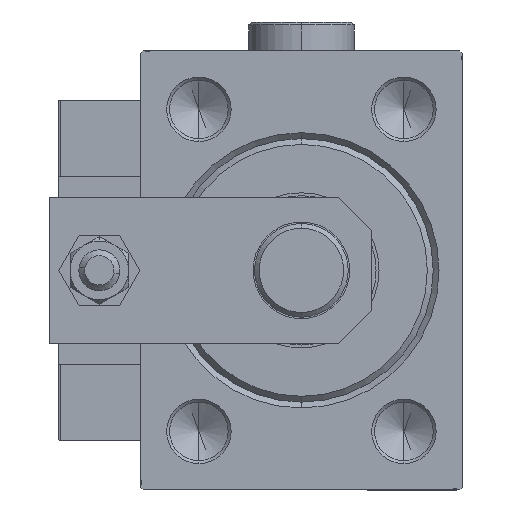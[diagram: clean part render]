
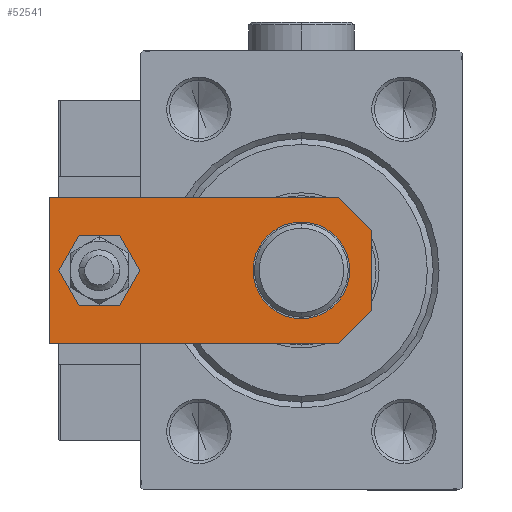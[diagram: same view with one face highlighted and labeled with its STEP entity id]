
A CAD part, left-side view. The second image highlights one B-rep face of the part: STEP entity #52541.
In plain terms, the highlighted face is planar.
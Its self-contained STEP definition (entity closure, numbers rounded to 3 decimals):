
#1007 = CARTESIAN_POINT ( 'NONE',  ( -12.5, 5.66, 6. ) ) ;
#4237 = ORIENTED_EDGE ( 'NONE', *, *, #21949, .F. ) ;
#4746 = CARTESIAN_POINT ( 'NONE',  ( 12.5, 55., 6. ) ) ;
#5339 = CARTESIAN_POINT ( 'NONE',  ( -12.5, 55., 6. ) ) ;
#5548 = LINE ( 'NONE', #4746, #22265 ) ;
#6137 = CARTESIAN_POINT ( 'NONE',  ( 0., 12., 6. ) ) ;
#7847 = EDGE_LOOP ( 'NONE', ( #4237, #30369 ) ) ;
#8067 = CARTESIAN_POINT ( 'NONE',  ( 0., 12., 6. ) ) ;
#8882 = CARTESIAN_POINT ( 'NONE',  ( 0., 0., 6. ) ) ;
#9322 = DIRECTION ( 'NONE',  ( 0., 0., 1. ) ) ;
#10074 = CIRCLE ( 'NONE', #29898, 4. ) ;
#10132 = EDGE_LOOP ( 'NONE', ( #13280, #18497, #37399, #31513, #51781, #50441 ) ) ;
#10672 = CARTESIAN_POINT ( 'NONE',  ( 12.5, 55., 6. ) ) ;
#10678 = CARTESIAN_POINT ( 'NONE',  ( 6.84, 0., 6. ) ) ;
#11147 = VECTOR ( 'NONE', #21790, 1000. ) ;
#11579 = DIRECTION ( 'NONE',  ( 0.707, 0.707, 0. ) ) ;
#11811 = VERTEX_POINT ( 'NONE', #16912 ) ;
#12926 = FACE_OUTER_BOUND ( 'NONE', #10132, .T. ) ;
#13280 = ORIENTED_EDGE ( 'NONE', *, *, #44764, .T. ) ;
#13289 = CARTESIAN_POINT ( 'NONE',  ( 0., 46.5, 6. ) ) ;
#13379 = DIRECTION ( 'NONE',  ( 1., 0., 0. ) ) ;
#13727 = VECTOR ( 'NONE', #41239, 1000. ) ;
#14713 = VERTEX_POINT ( 'NONE', #38278 ) ;
#16912 = CARTESIAN_POINT ( 'NONE',  ( -6.84, 0., 6. ) ) ;
#18175 = EDGE_CURVE ( 'NONE', #23866, #35691, #36713, .T. ) ;
#18235 = ORIENTED_EDGE ( 'NONE', *, *, #18175, .F. ) ;
#18266 = DIRECTION ( 'NONE',  ( 1., 0., 0. ) ) ;
#18497 = ORIENTED_EDGE ( 'NONE', *, *, #42069, .T. ) ;
#18910 = DIRECTION ( 'NONE',  ( 1., 0., 0. ) ) ;
#19757 = EDGE_CURVE ( 'NONE', #35691, #23866, #10074, .T. ) ;
#21265 = FACE_BOUND ( 'NONE', #7847, .T. ) ;
#21625 = DIRECTION ( 'NONE',  ( 0., 0., 1. ) ) ;
#21786 = DIRECTION ( 'NONE',  ( 0., -1., 0. ) ) ;
#21790 = DIRECTION ( 'NONE',  ( 0., 1., 0. ) ) ;
#21949 = EDGE_CURVE ( 'NONE', #14713, #28988, #29968, .T. ) ;
#22265 = VECTOR ( 'NONE', #34135, 1000. ) ;
#22624 = AXIS2_PLACEMENT_3D ( 'NONE', #8882, #25338, #41748 ) ;
#23306 = EDGE_CURVE ( 'NONE', #27680, #48036, #5548, .T. ) ;
#23866 = VERTEX_POINT ( 'NONE', #36123 ) ;
#25338 = DIRECTION ( 'NONE',  ( 0., 0., 1. ) ) ;
#25585 = CARTESIAN_POINT ( 'NONE',  ( 12.5, 5.66, 6. ) ) ;
#25781 = VECTOR ( 'NONE', #11579, 1000. ) ;
#25840 = CARTESIAN_POINT ( 'NONE',  ( 12.5, 0., 6. ) ) ;
#26041 = AXIS2_PLACEMENT_3D ( 'NONE', #6137, #43329, #18266 ) ;
#26226 = DIRECTION ( 'NONE',  ( 1., 0., 0. ) ) ;
#26914 = LINE ( 'NONE', #25840, #11147 ) ;
#27583 = ORIENTED_EDGE ( 'NONE', *, *, #19757, .F. ) ;
#27680 = VERTEX_POINT ( 'NONE', #10672 ) ;
#28109 = EDGE_CURVE ( 'NONE', #51561, #27680, #26914, .T. ) ;
#28988 = VERTEX_POINT ( 'NONE', #33439 ) ;
#29266 = VERTEX_POINT ( 'NONE', #1007 ) ;
#29475 = CIRCLE ( 'NONE', #26041, 8.25 ) ;
#29898 = AXIS2_PLACEMENT_3D ( 'NONE', #13289, #21625, #26226 ) ;
#29968 = CIRCLE ( 'NONE', #46295, 8.25 ) ;
#30369 = ORIENTED_EDGE ( 'NONE', *, *, #34133, .F. ) ;
#31513 = ORIENTED_EDGE ( 'NONE', *, *, #42379, .T. ) ;
#32858 = CARTESIAN_POINT ( 'NONE',  ( 3.42, -3.42, 6. ) ) ;
#33421 = FACE_BOUND ( 'NONE', #42625, .T. ) ;
#33439 = CARTESIAN_POINT ( 'NONE',  ( 8.25, 12., 6. ) ) ;
#34133 = EDGE_CURVE ( 'NONE', #28988, #14713, #29475, .T. ) ;
#34135 = DIRECTION ( 'NONE',  ( -1., 0., 0. ) ) ;
#34903 = CARTESIAN_POINT ( 'NONE',  ( -4., 46.5, 6. ) ) ;
#35691 = VERTEX_POINT ( 'NONE', #34903 ) ;
#35835 = AXIS2_PLACEMENT_3D ( 'NONE', #50285, #9322, #13379 ) ;
#35956 = CARTESIAN_POINT ( 'NONE',  ( -3.42, -3.42, 6. ) ) ;
#36123 = CARTESIAN_POINT ( 'NONE',  ( 4., 46.5, 6. ) ) ;
#36713 = CIRCLE ( 'NONE', #35835, 4. ) ;
#37399 = ORIENTED_EDGE ( 'NONE', *, *, #40809, .T. ) ;
#38278 = CARTESIAN_POINT ( 'NONE',  ( -8.25, 12., 6. ) ) ;
#40240 = LINE ( 'NONE', #35956, #13727 ) ;
#40809 = EDGE_CURVE ( 'NONE', #11811, #50796, #52048, .T. ) ;
#40933 = DIRECTION ( 'NONE',  ( 1., 0., 0. ) ) ;
#41239 = DIRECTION ( 'NONE',  ( 0.707, -0.707, 0. ) ) ;
#41748 = DIRECTION ( 'NONE',  ( 1., 0., 0. ) ) ;
#42069 = EDGE_CURVE ( 'NONE', #29266, #11811, #40240, .T. ) ;
#42248 = LINE ( 'NONE', #5339, #50683 ) ;
#42379 = EDGE_CURVE ( 'NONE', #50796, #51561, #45228, .T. ) ;
#42625 = EDGE_LOOP ( 'NONE', ( #27583, #18235 ) ) ;
#42995 = CARTESIAN_POINT ( 'NONE',  ( -12.5, 55., 6. ) ) ;
#43329 = DIRECTION ( 'NONE',  ( 0., 0., 1. ) ) ;
#44764 = EDGE_CURVE ( 'NONE', #48036, #29266, #42248, .T. ) ;
#45228 = LINE ( 'NONE', #32858, #25781 ) ;
#45789 = PLANE ( 'NONE',  #22624 ) ;
#46295 = AXIS2_PLACEMENT_3D ( 'NONE', #8067, #53065, #40933 ) ;
#48036 = VERTEX_POINT ( 'NONE', #42995 ) ;
#50285 = CARTESIAN_POINT ( 'NONE',  ( 0., 46.5, 6. ) ) ;
#50441 = ORIENTED_EDGE ( 'NONE', *, *, #23306, .T. ) ;
#50683 = VECTOR ( 'NONE', #21786, 1000. ) ;
#50796 = VERTEX_POINT ( 'NONE', #10678 ) ;
#51561 = VERTEX_POINT ( 'NONE', #25585 ) ;
#51781 = ORIENTED_EDGE ( 'NONE', *, *, #28109, .T. ) ;
#51783 = CARTESIAN_POINT ( 'NONE',  ( -12.5, 0., 6. ) ) ;
#52048 = LINE ( 'NONE', #51783, #52801 ) ;
#52541 = ADVANCED_FACE ( 'NONE', ( #33421, #12926, #21265 ), #45789, .T. ) ;
#52801 = VECTOR ( 'NONE', #18910, 1000. ) ;
#53065 = DIRECTION ( 'NONE',  ( 0., 0., 1. ) ) ;
